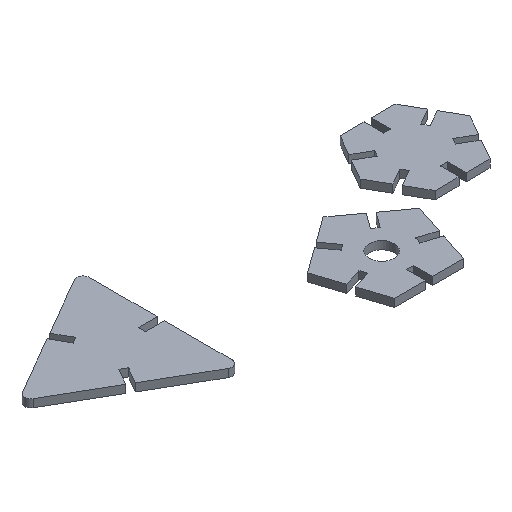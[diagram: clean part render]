
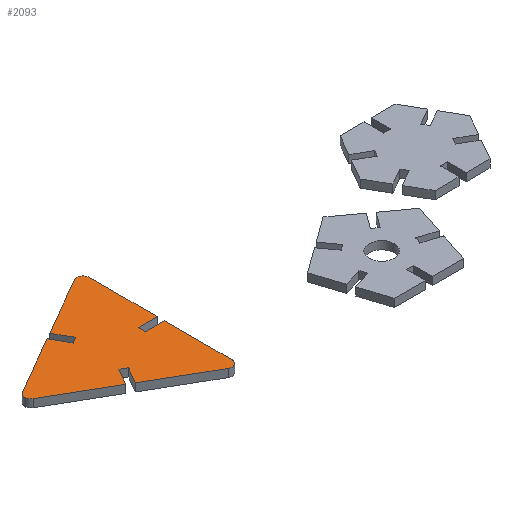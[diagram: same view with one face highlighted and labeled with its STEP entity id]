
A CAD part, isometric view. The second image highlights one B-rep face of the part: STEP entity #2093.
In plain terms, the highlighted planar face has unit normal (0, 0, 1).
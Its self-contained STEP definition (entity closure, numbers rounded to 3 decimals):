
#18=CIRCLE('',#2206,2.);
#20=CIRCLE('',#2214,2.);
#22=CIRCLE('',#2222,2.);
#90=FACE_OUTER_BOUND('',#198,.T.);
#198=EDGE_LOOP('',(#1592,#1593,#1594,#1595,#1596,#1597,#1598,#1599,#1600,
#1601,#1602,#1603,#1604,#1605,#1606,#1607,#1608,#1609));
#352=LINE('',#3004,#642);
#355=LINE('',#3010,#645);
#358=LINE('',#3016,#648);
#361=LINE('',#3022,#651);
#365=LINE('',#3034,#655);
#368=LINE('',#3040,#658);
#371=LINE('',#3046,#661);
#374=LINE('',#3052,#664);
#377=LINE('',#3058,#667);
#381=LINE('',#3070,#671);
#384=LINE('',#3076,#674);
#387=LINE('',#3082,#677);
#390=LINE('',#3088,#680);
#393=LINE('',#3094,#683);
#397=LINE('',#3104,#687);
#642=VECTOR('',#2446,10.);
#645=VECTOR('',#2451,10.);
#648=VECTOR('',#2456,10.);
#651=VECTOR('',#2461,10.);
#655=VECTOR('',#2473,10.);
#658=VECTOR('',#2478,10.);
#661=VECTOR('',#2483,10.);
#664=VECTOR('',#2488,10.);
#667=VECTOR('',#2493,10.);
#671=VECTOR('',#2505,10.);
#674=VECTOR('',#2510,10.);
#677=VECTOR('',#2515,10.);
#680=VECTOR('',#2520,10.);
#683=VECTOR('',#2525,10.);
#687=VECTOR('',#2537,10.);
#902=VERTEX_POINT('',#3001);
#903=VERTEX_POINT('',#3003);
#905=VERTEX_POINT('',#3009);
#907=VERTEX_POINT('',#3015);
#909=VERTEX_POINT('',#3021);
#911=VERTEX_POINT('',#3027);
#913=VERTEX_POINT('',#3033);
#915=VERTEX_POINT('',#3039);
#917=VERTEX_POINT('',#3045);
#919=VERTEX_POINT('',#3051);
#921=VERTEX_POINT('',#3057);
#923=VERTEX_POINT('',#3063);
#925=VERTEX_POINT('',#3069);
#927=VERTEX_POINT('',#3075);
#929=VERTEX_POINT('',#3081);
#931=VERTEX_POINT('',#3087);
#933=VERTEX_POINT('',#3093);
#935=VERTEX_POINT('',#3099);
#1132=EDGE_CURVE('',#903,#902,#352,.T.);
#1135=EDGE_CURVE('',#905,#903,#355,.T.);
#1138=EDGE_CURVE('',#907,#905,#358,.T.);
#1141=EDGE_CURVE('',#909,#907,#361,.T.);
#1144=EDGE_CURVE('',#911,#909,#18,.T.);
#1147=EDGE_CURVE('',#913,#911,#365,.T.);
#1150=EDGE_CURVE('',#915,#913,#368,.T.);
#1153=EDGE_CURVE('',#917,#915,#371,.T.);
#1156=EDGE_CURVE('',#919,#917,#374,.T.);
#1159=EDGE_CURVE('',#921,#919,#377,.T.);
#1162=EDGE_CURVE('',#923,#921,#20,.T.);
#1165=EDGE_CURVE('',#925,#923,#381,.T.);
#1168=EDGE_CURVE('',#927,#925,#384,.T.);
#1171=EDGE_CURVE('',#929,#927,#387,.T.);
#1174=EDGE_CURVE('',#931,#929,#390,.T.);
#1177=EDGE_CURVE('',#933,#931,#393,.T.);
#1180=EDGE_CURVE('',#935,#933,#22,.T.);
#1183=EDGE_CURVE('',#902,#935,#397,.T.);
#1592=ORIENTED_EDGE('',*,*,#1183,.T.);
#1593=ORIENTED_EDGE('',*,*,#1180,.T.);
#1594=ORIENTED_EDGE('',*,*,#1177,.T.);
#1595=ORIENTED_EDGE('',*,*,#1174,.T.);
#1596=ORIENTED_EDGE('',*,*,#1171,.T.);
#1597=ORIENTED_EDGE('',*,*,#1168,.T.);
#1598=ORIENTED_EDGE('',*,*,#1165,.T.);
#1599=ORIENTED_EDGE('',*,*,#1162,.T.);
#1600=ORIENTED_EDGE('',*,*,#1159,.T.);
#1601=ORIENTED_EDGE('',*,*,#1156,.T.);
#1602=ORIENTED_EDGE('',*,*,#1153,.T.);
#1603=ORIENTED_EDGE('',*,*,#1150,.T.);
#1604=ORIENTED_EDGE('',*,*,#1147,.T.);
#1605=ORIENTED_EDGE('',*,*,#1144,.T.);
#1606=ORIENTED_EDGE('',*,*,#1141,.T.);
#1607=ORIENTED_EDGE('',*,*,#1138,.T.);
#1608=ORIENTED_EDGE('',*,*,#1135,.T.);
#1609=ORIENTED_EDGE('',*,*,#1132,.T.);
#1987=PLANE('',#2224);
#2093=ADVANCED_FACE('',(#90),#1987,.T.);
#2206=AXIS2_PLACEMENT_3D('',#3028,#2467,#2468);
#2214=AXIS2_PLACEMENT_3D('',#3064,#2499,#2500);
#2222=AXIS2_PLACEMENT_3D('',#3100,#2531,#2532);
#2224=AXIS2_PLACEMENT_3D('',#3105,#2538,#2539);
#2446=DIRECTION('',(-0.5,-0.866,0.));
#2451=DIRECTION('',(0.866,-0.5,0.));
#2456=DIRECTION('',(0.5,0.866,0.));
#2461=DIRECTION('',(0.866,-0.5,0.));
#2467=DIRECTION('center_axis',(0.,0.,1.));
#2468=DIRECTION('ref_axis',(-0.5,0.866,0.));
#2473=DIRECTION('',(-0.866,-0.5,0.));
#2478=DIRECTION('',(-0.5,0.866,0.));
#2483=DIRECTION('',(-0.866,-0.5,0.));
#2488=DIRECTION('',(0.5,-0.866,0.));
#2493=DIRECTION('',(-0.866,-0.5,0.));
#2499=DIRECTION('center_axis',(0.,0.,1.));
#2500=DIRECTION('ref_axis',(1.,0.,0.));
#2505=DIRECTION('',(0.,1.,0.));
#2510=DIRECTION('',(1.,0.,0.));
#2515=DIRECTION('',(0.,1.,0.));
#2520=DIRECTION('',(-1.,0.,0.));
#2525=DIRECTION('',(0.,1.,0.));
#2531=DIRECTION('center_axis',(0.,0.,1.));
#2532=DIRECTION('ref_axis',(-0.5,-0.866,0.));
#2537=DIRECTION('',(0.866,-0.5,0.));
#2538=DIRECTION('center_axis',(0.,0.,1.));
#2539=DIRECTION('ref_axis',(1.,0.,0.));
#3001=CARTESIAN_POINT('',(-108.504,-20.247,2.5));
#3003=CARTESIAN_POINT('',(-105.504,-15.051,2.5));
#3004=CARTESIAN_POINT('',(-108.504,-20.247,2.5));
#3009=CARTESIAN_POINT('',(-107.418,-13.946,2.5));
#3010=CARTESIAN_POINT('',(-105.504,-15.051,2.5));
#3015=CARTESIAN_POINT('',(-110.418,-19.142,2.5));
#3016=CARTESIAN_POINT('',(-107.418,-13.946,2.5));
#3021=CARTESIAN_POINT('',(-128.961,-8.437,2.5));
#3022=CARTESIAN_POINT('',(-128.961,-8.437,2.5));
#3027=CARTESIAN_POINT('',(-128.961,-4.973,2.5));
#3028=CARTESIAN_POINT('Origin',(-127.961,-6.705,2.5));
#3033=CARTESIAN_POINT('',(-110.418,5.733,2.5));
#3034=CARTESIAN_POINT('',(-89.961,17.544,2.5));
#3039=CARTESIAN_POINT('',(-107.418,0.537,2.5));
#3040=CARTESIAN_POINT('',(-110.418,5.733,2.5));
#3045=CARTESIAN_POINT('',(-105.504,1.642,2.5));
#3046=CARTESIAN_POINT('',(-107.418,0.537,2.5));
#3051=CARTESIAN_POINT('',(-108.504,6.838,2.5));
#3052=CARTESIAN_POINT('',(-105.504,1.642,2.5));
#3057=CARTESIAN_POINT('',(-89.961,17.544,2.5));
#3058=CARTESIAN_POINT('',(-89.961,17.544,2.5));
#3063=CARTESIAN_POINT('',(-86.961,15.812,2.5));
#3064=CARTESIAN_POINT('Origin',(-88.961,15.812,2.5));
#3069=CARTESIAN_POINT('',(-86.961,-5.6,2.5));
#3070=CARTESIAN_POINT('',(-86.961,-29.221,2.5));
#3075=CARTESIAN_POINT('',(-92.961,-5.6,2.5));
#3076=CARTESIAN_POINT('',(-86.961,-5.6,2.5));
#3081=CARTESIAN_POINT('',(-92.961,-7.81,2.5));
#3082=CARTESIAN_POINT('',(-92.961,-5.6,2.5));
#3087=CARTESIAN_POINT('',(-86.961,-7.81,2.5));
#3088=CARTESIAN_POINT('',(-92.961,-7.81,2.5));
#3093=CARTESIAN_POINT('',(-86.961,-29.221,2.5));
#3094=CARTESIAN_POINT('',(-86.961,-29.221,2.5));
#3099=CARTESIAN_POINT('',(-89.961,-30.953,2.5));
#3100=CARTESIAN_POINT('Origin',(-88.961,-29.221,2.5));
#3104=CARTESIAN_POINT('',(-128.961,-8.437,2.5));
#3105=CARTESIAN_POINT('Origin',(-108.461,-6.705,2.5));
